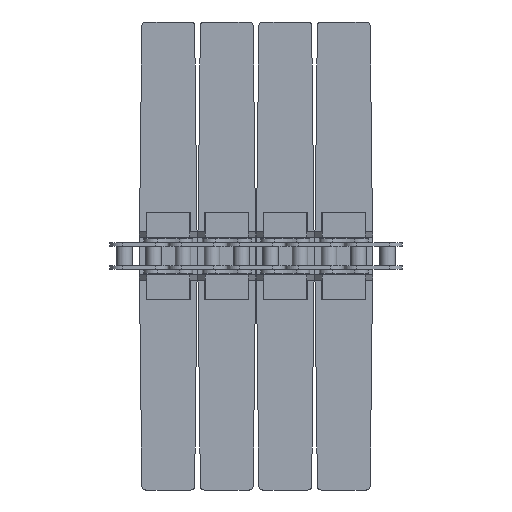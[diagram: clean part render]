
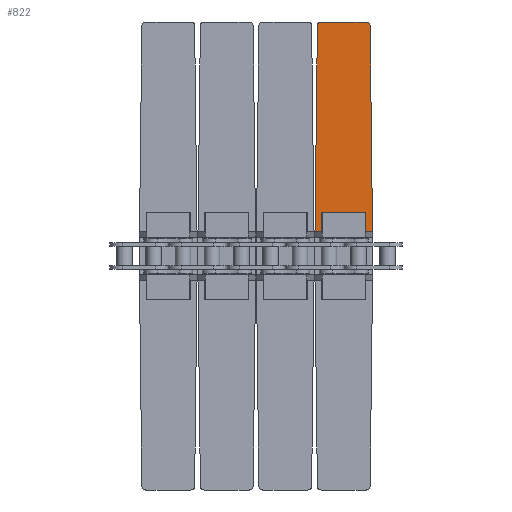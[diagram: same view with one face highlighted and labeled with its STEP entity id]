
A CAD part, front view. The second image highlights one B-rep face of the part: STEP entity #822.
In plain terms, the highlighted planar face has unit normal (0, -1, 0).
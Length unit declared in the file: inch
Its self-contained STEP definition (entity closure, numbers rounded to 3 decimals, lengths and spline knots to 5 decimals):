
#143=CARTESIAN_POINT('',(-0.57616,0.,5.9));
#144=DIRECTION('',(0.,-1.,0.));
#145=DIRECTION('',(0.,0.,1.));
#146=AXIS2_PLACEMENT_3D('',#143,#144,#145);
#148=DIRECTION('',(1.,0.,0.));
#149=VECTOR('',#148,1.15231);
#150=CARTESIAN_POINT('',(-0.57616,0.,6.));
#151=LINE('',#150,#149);
#152=CARTESIAN_POINT('',(0.57616,0.,5.9));
#153=DIRECTION('',(0.,-1.,0.));
#154=DIRECTION('',(1.,0.,0.012));
#155=AXIS2_PLACEMENT_3D('',#152,#153,#154);
#157=DIRECTION('',(-0.012,0.,1.));
#158=VECTOR('',#157,5.27652);
#159=CARTESIAN_POINT('',(0.7375,0.,0.625));
#160=LINE('',#159,#158);
#161=DIRECTION('',(-0.012,0.,-1.));
#162=VECTOR('',#161,5.27652);
#163=CARTESIAN_POINT('',(-0.67615,0.,5.90116));
#164=LINE('',#163,#162);
#331=DIRECTION('',(1.,0.,0.));
#332=VECTOR('',#331,1.475);
#333=CARTESIAN_POINT('',(-0.7375,0.,0.625));
#334=LINE('',#333,#332);
#683=CARTESIAN_POINT('',(-0.7375,0.,0.625));
#684=VERTEX_POINT('',#683);
#685=CARTESIAN_POINT('',(0.7375,0.,0.625));
#686=VERTEX_POINT('',#685);
#723=CARTESIAN_POINT('',(-0.57616,0.,6.));
#724=CARTESIAN_POINT('',(-0.67615,0.,5.90116));
#725=VERTEX_POINT('',#723);
#726=VERTEX_POINT('',#724);
#735=CARTESIAN_POINT('',(0.67615,0.,5.90116));
#736=VERTEX_POINT('',#735);
#737=CARTESIAN_POINT('',(0.57616,0.,6.));
#738=VERTEX_POINT('',#737);
#805=CARTESIAN_POINT('',(-0.7375,0.,6.));
#806=DIRECTION('',(0.,-1.,0.));
#807=DIRECTION('',(0.,0.,-1.));
#808=AXIS2_PLACEMENT_3D('',#805,#806,#807);
#809=PLANE('',#808);
#810=ORIENTED_EDGE('',*,*,#795,.F.);
#812=ORIENTED_EDGE('',*,*,#811,.T.);
#814=ORIENTED_EDGE('',*,*,#813,.F.);
#816=ORIENTED_EDGE('',*,*,#815,.F.);
#818=ORIENTED_EDGE('',*,*,#817,.F.);
#819=ORIENTED_EDGE('',*,*,#782,.F.);
#820=EDGE_LOOP('',(#810,#812,#814,#816,#818,#819));
#821=FACE_OUTER_BOUND('',#820,.F.);
#147=CIRCLE('',#146,0.1);
#156=CIRCLE('',#155,0.1);
#782=EDGE_CURVE('',#726,#684,#164,.T.);
#795=EDGE_CURVE('',#725,#726,#147,.T.);
#811=EDGE_CURVE('',#725,#738,#151,.T.);
#813=EDGE_CURVE('',#736,#738,#156,.T.);
#815=EDGE_CURVE('',#686,#736,#160,.T.);
#817=EDGE_CURVE('',#684,#686,#334,.T.);
#822=ADVANCED_FACE('',(#821),#809,.T.);
